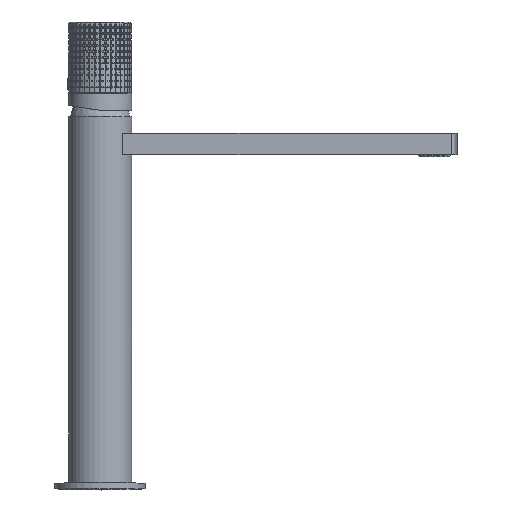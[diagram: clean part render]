
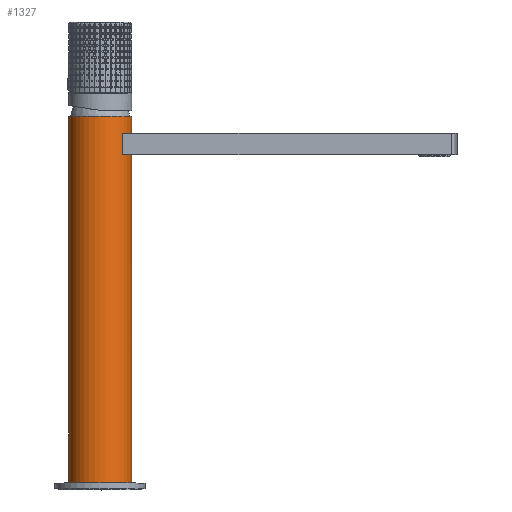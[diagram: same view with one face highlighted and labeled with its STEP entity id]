
A CAD part, top view. The second image highlights one B-rep face of the part: STEP entity #1327.
In plain terms, the highlighted cylindrical face has radius 16 mm (diameter 32 mm), a partial arc.
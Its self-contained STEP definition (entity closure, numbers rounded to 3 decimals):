
#53=CARTESIAN_POINT('Axis2P3D Location',(0.,-55.5,0.)) ;
#57=CARTESIAN_POINT('Vertex',(16.,-55.5,0.)) ;
#59=CARTESIAN_POINT('Vertex',(-16.,-55.5,0.)) ;
#960=CARTESIAN_POINT('Vertex',(15.835,112.801,2.294)) ;
#964=CARTESIAN_POINT('Control Point',(16.,112.05,0.)) ;
#965=CARTESIAN_POINT('Control Point',(16.,112.05,0.619)) ;
#966=CARTESIAN_POINT('Control Point',(15.967,112.186,1.238)) ;
#967=CARTESIAN_POINT('Control Point',(15.906,112.451,1.802)) ;
#968=CARTESIAN_POINT('Control Point',(15.835,112.801,2.294)) ;
#969=CARTESIAN_POINT('Vertex',(16.,112.05,0.)) ;
#1011=CARTESIAN_POINT('Vertex',(16.,121.95,0.)) ;
#1026=CARTESIAN_POINT('Control Point',(16.,121.95,0.)) ;
#1027=CARTESIAN_POINT('Control Point',(16.,121.95,0.663)) ;
#1028=CARTESIAN_POINT('Control Point',(15.966,121.804,1.327)) ;
#1029=CARTESIAN_POINT('Control Point',(15.897,121.514,1.937)) ;
#1030=CARTESIAN_POINT('Control Point',(15.757,120.852,2.842)) ;
#1031=CARTESIAN_POINT('Control Point',(15.616,119.981,3.501)) ;
#1032=CARTESIAN_POINT('Control Point',(15.561,119.594,3.73)) ;
#1033=CARTESIAN_POINT('Control Point',(15.46,118.719,4.13)) ;
#1034=CARTESIAN_POINT('Control Point',(15.404,117.784,4.328)) ;
#1035=CARTESIAN_POINT('Control Point',(15.39,117.274,4.376)) ;
#1036=CARTESIAN_POINT('Control Point',(15.398,115.951,4.351)) ;
#1037=CARTESIAN_POINT('Control Point',(15.512,114.673,3.937)) ;
#1038=CARTESIAN_POINT('Control Point',(15.617,113.937,3.537)) ;
#1039=CARTESIAN_POINT('Control Point',(15.735,113.289,2.98)) ;
#1040=CARTESIAN_POINT('Control Point',(15.835,112.801,2.294)) ;
#1145=CARTESIAN_POINT('Axis2P3D Location',(0.,131.,0.)) ;
#1149=CARTESIAN_POINT('Vertex',(-16.,131.,0.)) ;
#1151=CARTESIAN_POINT('Vertex',(16.,131.,0.)) ;
#1282=CARTESIAN_POINT('Axis2P3D Location',(0.,80.5,0.)) ;
#1287=CARTESIAN_POINT('Line Origine',(16.,80.5,0.)) ;
#1291=CARTESIAN_POINT('Vertex',(16.,0.,0.)) ;
#1294=CARTESIAN_POINT('Line Origine',(16.,80.5,0.)) ;
#1299=CARTESIAN_POINT('Line Origine',(16.,80.5,0.)) ;
#1304=CARTESIAN_POINT('Line Origine',(-16.,80.5,0.)) ;
#1308=CARTESIAN_POINT('Vertex',(-16.,0.,0.)) ;
#1311=CARTESIAN_POINT('Line Origine',(-16.,80.5,0.)) ;
#1289=VECTOR('Line Direction',#1288,1.) ;
#1296=VECTOR('Line Direction',#1295,1.) ;
#1301=VECTOR('Line Direction',#1300,1.) ;
#1306=VECTOR('Line Direction',#1305,1.) ;
#1313=VECTOR('Line Direction',#1312,1.) ;
#54=DIRECTION('Axis2P3D Direction',(0.,-1.,0.)) ;
#1146=DIRECTION('Axis2P3D Direction',(0.,-1.,0.)) ;
#1283=DIRECTION('Axis2P3D Direction',(0.,-1.,0.)) ;
#1284=DIRECTION('Axis2P3D XDirection',(1.,0.,0.)) ;
#1288=DIRECTION('Vector Direction',(0.,-1.,0.)) ;
#1295=DIRECTION('Vector Direction',(0.,-1.,0.)) ;
#1300=DIRECTION('Vector Direction',(0.,-1.,0.)) ;
#1305=DIRECTION('Vector Direction',(0.,-1.,0.)) ;
#1312=DIRECTION('Vector Direction',(0.,-1.,0.)) ;
#55=AXIS2_PLACEMENT_3D('Circle Axis2P3D',#53,#54,$) ;
#1147=AXIS2_PLACEMENT_3D('Circle Axis2P3D',#1145,#1146,$) ;
#1285=AXIS2_PLACEMENT_3D('Cylinder Axis2P3D',#1282,#1283,#1284) ;
#1290=LINE('Line',#1287,#1289) ;
#1297=LINE('Line',#1294,#1296) ;
#1302=LINE('Line',#1299,#1301) ;
#1307=LINE('Line',#1304,#1306) ;
#1314=LINE('Line',#1311,#1313) ;
#56=CIRCLE('generated circle',#55,16.) ;
#1148=CIRCLE('generated circle',#1147,16.) ;
#1286=CYLINDRICAL_SURFACE('generated cylinder',#1285,16.) ;
#61=EDGE_CURVE('',#58,#60,#56,.T.) ;
#971=EDGE_CURVE('',#970,#961,#963,.T.) ;
#1041=EDGE_CURVE('',#1012,#961,#1025,.T.) ;
#1153=EDGE_CURVE('',#1150,#1152,#1148,.F.) ;
#1293=EDGE_CURVE('',#1292,#58,#1290,.T.) ;
#1298=EDGE_CURVE('',#970,#1292,#1297,.T.) ;
#1303=EDGE_CURVE('',#1152,#1012,#1302,.T.) ;
#1310=EDGE_CURVE('',#1150,#1309,#1307,.T.) ;
#1315=EDGE_CURVE('',#1309,#60,#1314,.T.) ;
#1317=ORIENTED_EDGE('',*,*,#1293,.F.) ;
#1318=ORIENTED_EDGE('',*,*,#1298,.F.) ;
#1319=ORIENTED_EDGE('',*,*,#971,.T.) ;
#1320=ORIENTED_EDGE('',*,*,#1041,.F.) ;
#1321=ORIENTED_EDGE('',*,*,#1303,.F.) ;
#1322=ORIENTED_EDGE('',*,*,#1153,.F.) ;
#1323=ORIENTED_EDGE('',*,*,#1310,.T.) ;
#1324=ORIENTED_EDGE('',*,*,#1315,.T.) ;
#1325=ORIENTED_EDGE('',*,*,#61,.F.) ;
#1316=EDGE_LOOP('',(#1317,#1318,#1319,#1320,#1321,#1322,#1323,#1324,#1325)) ;
#58=VERTEX_POINT('',#57) ;
#60=VERTEX_POINT('',#59) ;
#961=VERTEX_POINT('',#960) ;
#970=VERTEX_POINT('',#969) ;
#1012=VERTEX_POINT('',#1011) ;
#1150=VERTEX_POINT('',#1149) ;
#1152=VERTEX_POINT('',#1151) ;
#1292=VERTEX_POINT('',#1291) ;
#1309=VERTEX_POINT('',#1308) ;
#1327=ADVANCED_FACE('PartBody',(#1326),#1286,.T.) ;
#963=B_SPLINE_CURVE_WITH_KNOTS('',4,(#964,#965,#966,#967,#968),.UNSPECIFIED.,.F.,.U.,(5,5),(0.,3.413),.UNSPECIFIED.) ;
#1025=B_SPLINE_CURVE_WITH_KNOTS('',5,(#1026,#1027,#1028,#1029,#1030,#1031,#1032,#1033,#1034,#1035,#1036,#1037,#1038,#1039,#1040),.UNSPECIFIED.,.F.,.U.,(6,3,3,3,6),(0.,4.574,7.807,11.549,17.497),.UNSPECIFIED.) ;
#1326=FACE_OUTER_BOUND('',#1316,.T.) ;
